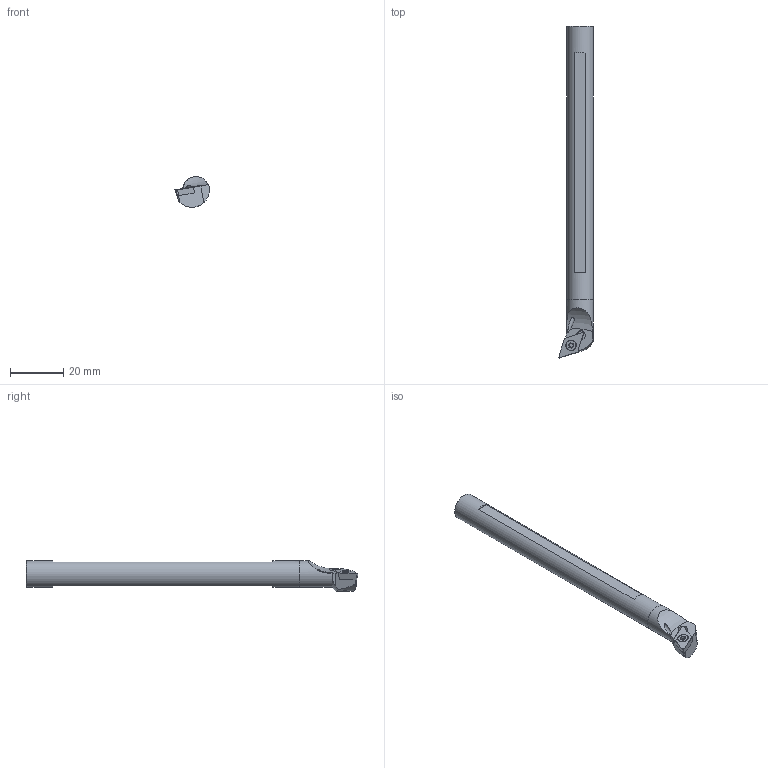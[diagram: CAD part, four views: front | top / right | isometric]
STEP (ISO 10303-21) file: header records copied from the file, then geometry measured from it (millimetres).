
FILE_DESCRIPTION(/* description */ ('Unknown'),/* implementation_level */ '2;1');
FILE_NAME(/* name */ 'E10K SDQCL 07',/* time_stamp */ '2021-06-30T14:32:16+08:00',/* author */ ('Unknown'),/* organization */ ('Unknown'),/* preprocessor_version */ 'ST-DEVELOPER v16.7',/* originating_system */ 'DEX',/* authorisation */ $);
FILE_SCHEMA (('AUTOMOTIVE_DESIGN {1 0 10303 214 3 1 1}'));
Length unit declared in the file: millimetre
Products named in the file (5): E10K SDQCL 07; 1022SDQC_mir; DCMT 070202; M2-5-5L; 10
Assembly tree (4 placements, depth 2):
  E10K SDQCL 07
    1022SDQC_mir
    DCMT 070202
    M2-5-5L
    10
Bounding box: 13.06 x 125.02 x 11.5 mm (x, y, z)
Volume: 7102 mm3; surface area: 6068 mm2
Topology: 4 solids, 4 shells, 80 faces, 202 edges, 132 vertices
Faces by surface type: plane 43, cylinder 28, cone 7, torus 1, bspline 1
Full cylindrical faces by diameter (mm): 1.5 x1, 2.5 x1, 2.8 x1, 3.8 x1, 4 x2, 5 x1, 10 x2
Entity records: 2492 total; most frequent: CARTESIAN_POINT 487, DIRECTION 403, ORIENTED_EDGE 362, EDGE_CURVE 181, AXIS2_PLACEMENT_3D 150, VERTEX_POINT 126, EDGE_LOOP 105, FACE_BOUND 105
